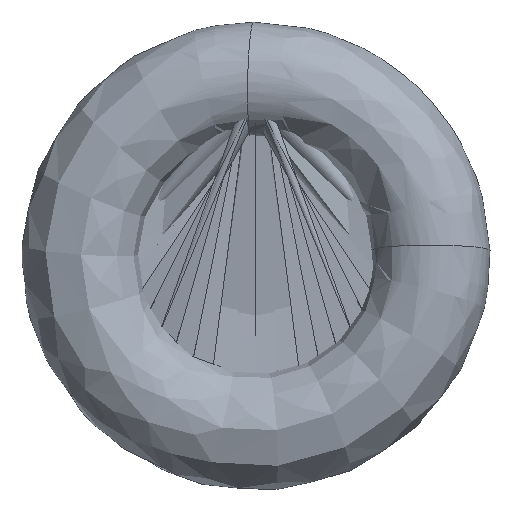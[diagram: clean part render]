
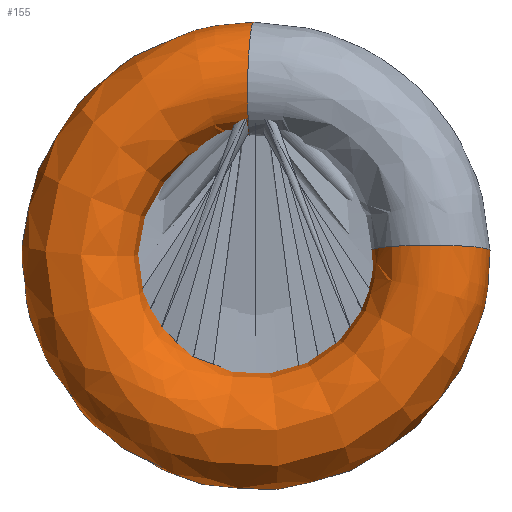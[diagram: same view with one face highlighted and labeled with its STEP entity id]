
A CAD part, left-side view. The second image highlights one B-rep face of the part: STEP entity #155.
In plain terms, the highlighted free-form (B-spline) face has degree [3, 3] with [7, 7] control points.
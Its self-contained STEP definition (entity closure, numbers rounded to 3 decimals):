
#32=(
BOUNDED_SURFACE()
B_SPLINE_SURFACE(3,3,((#461,#462,#463,#464,#465,#466,#467),(#468,#469,#470,
#471,#472,#473,#474),(#475,#476,#477,#478,#479,#480,#481),(#482,#483,#484,
#485,#486,#487,#488),(#489,#490,#491,#492,#493,#494,#495),(#496,#497,#498,
#499,#500,#501,#502),(#503,#504,#505,#506,#507,#508,#509)),
 .UNSPECIFIED.,.T.,.F.,.F.)
B_SPLINE_SURFACE_WITH_KNOTS((1,3,3,3,1),(4,3,4),(-0.5,0.,0.5,1.,1.5),(0.,
0.5,1.),.UNSPECIFIED.)
GEOMETRIC_REPRESENTATION_ITEM()
RATIONAL_B_SPLINE_SURFACE(((1.,0.586,0.586,1.,0.586,
0.586,1.),(0.333,0.195,0.195,
0.333,0.195,0.195,0.333),
(0.333,0.195,0.195,0.333,
0.195,0.195,0.333),(1.,0.586,
0.586,1.,0.586,0.586,1.),(0.333,
0.195,0.195,0.333,0.195,0.195,
0.333),(0.333,0.195,0.195,
0.333,0.195,0.195,0.333),
(1.,0.586,0.586,1.,0.586,0.586,
1.)))
REPRESENTATION_ITEM('')
SURFACE()
);
#155=ADVANCED_FACE('',(#180,#181),#32,.F.);
#180=FACE_BOUND('',#204,.T.);
#181=FACE_BOUND('',#205,.T.);
#204=EDGE_LOOP('',(#228));
#205=EDGE_LOOP('',(#229));
#228=ORIENTED_EDGE('',*,*,#255,.T.);
#229=ORIENTED_EDGE('',*,*,#256,.F.);
#243=VERTEX_POINT('',#458);
#244=VERTEX_POINT('',#460);
#255=EDGE_CURVE('',#243,#243,#267,.T.);
#256=EDGE_CURVE('',#244,#244,#268,.T.);
#267=CIRCLE('',#290,8.);
#268=CIRCLE('',#291,8.);
#290=AXIS2_PLACEMENT_3D('',#457,#335,#336);
#291=AXIS2_PLACEMENT_3D('',#459,#337,#338);
#335=DIRECTION('',(0.087,0.996,0.016));
#336=DIRECTION('',(0.996,-0.087,-0.001));
#337=DIRECTION('',(0.087,0.,0.996));
#338=DIRECTION('',(0.996,0.,-0.087));
#457=CARTESIAN_POINT('',(7.97,0.414,23.5));
#458=CARTESIAN_POINT('',(15.939,-0.283,23.488));
#459=CARTESIAN_POINT('',(7.97,-23.49,0.803));
#460=CARTESIAN_POINT('',(15.939,-23.49,0.106));
#461=CARTESIAN_POINT('',(15.939,-23.49,0.106));
#462=CARTESIAN_POINT('',(15.939,-23.601,-24.63));
#463=CARTESIAN_POINT('',(15.939,-0.752,-34.104));
#464=CARTESIAN_POINT('',(15.939,16.673,-16.547));
#465=CARTESIAN_POINT('',(15.939,34.097,1.01));
#466=CARTESIAN_POINT('',(15.939,24.45,23.787));
#467=CARTESIAN_POINT('',(15.939,-0.283,23.488));
#468=CARTESIAN_POINT('',(15.939,-7.49,0.106));
#469=CARTESIAN_POINT('',(15.939,-7.601,-7.781));
#470=CARTESIAN_POINT('',(15.939,-0.344,-10.872));
#471=CARTESIAN_POINT('',(15.939,5.266,-5.327));
#472=CARTESIAN_POINT('',(15.939,10.875,0.218));
#473=CARTESIAN_POINT('',(15.939,7.869,7.51));
#474=CARTESIAN_POINT('',(15.939,-0.019,7.49));
#475=CARTESIAN_POINT('',(0.,-7.49,1.5));
#476=CARTESIAN_POINT('',(0.,-9.069,-6.387));
#477=CARTESIAN_POINT('',(0.,-2.369,-10.837));
#478=CARTESIAN_POINT('',(0.,4.288,-6.321));
#479=CARTESIAN_POINT('',(0.,10.944,-1.806));
#480=CARTESIAN_POINT('',(0.,9.288,6.065));
#481=CARTESIAN_POINT('',(0.,1.376,7.514));
#482=CARTESIAN_POINT('',(0.,-23.49,1.5));
#483=CARTESIAN_POINT('',(0.,-25.069,-23.235));
#484=CARTESIAN_POINT('',(0.,-2.776,-34.068));
#485=CARTESIAN_POINT('',(0.,15.695,-17.541));
#486=CARTESIAN_POINT('',(0.,34.166,-1.014));
#487=CARTESIAN_POINT('',(0.,25.869,22.342));
#488=CARTESIAN_POINT('',(0.,1.111,23.511));
#489=CARTESIAN_POINT('',(0.,-39.49,1.5));
#490=CARTESIAN_POINT('',(0.,-41.069,-40.084));
#491=CARTESIAN_POINT('',(0.,-3.184,-57.3));
#492=CARTESIAN_POINT('',(0.,27.102,-28.761));
#493=CARTESIAN_POINT('',(0.,57.388,-0.222));
#494=CARTESIAN_POINT('',(0.,42.45,38.618));
#495=CARTESIAN_POINT('',(0.,0.846,39.509));
#496=CARTESIAN_POINT('',(15.939,-39.49,0.106));
#497=CARTESIAN_POINT('',(15.939,-39.601,-41.478));
#498=CARTESIAN_POINT('',(15.939,-1.159,-57.335));
#499=CARTESIAN_POINT('',(15.939,28.08,-27.767));
#500=CARTESIAN_POINT('',(15.939,57.319,1.802));
#501=CARTESIAN_POINT('',(15.939,41.031,40.064));
#502=CARTESIAN_POINT('',(15.939,-0.548,39.486));
#503=CARTESIAN_POINT('',(15.939,-23.49,0.106));
#504=CARTESIAN_POINT('',(15.939,-23.601,-24.63));
#505=CARTESIAN_POINT('',(15.939,-0.752,-34.104));
#506=CARTESIAN_POINT('',(15.939,16.673,-16.547));
#507=CARTESIAN_POINT('',(15.939,34.097,1.01));
#508=CARTESIAN_POINT('',(15.939,24.45,23.787));
#509=CARTESIAN_POINT('',(15.939,-0.283,23.488));
